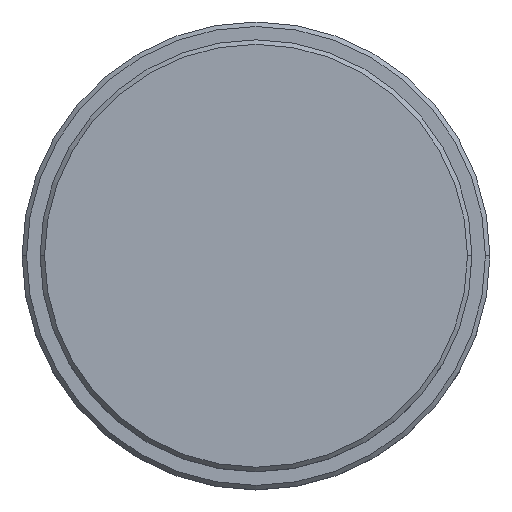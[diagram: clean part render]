
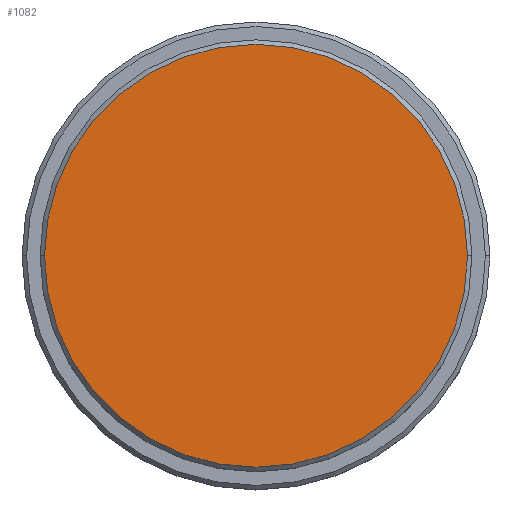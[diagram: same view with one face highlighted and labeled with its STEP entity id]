
A CAD part, top view. The second image highlights one B-rep face of the part: STEP entity #1082.
In plain terms, the highlighted planar face has unit normal (0, 0, 1).
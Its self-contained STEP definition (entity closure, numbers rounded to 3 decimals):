
#97 = CARTESIAN_POINT ( 'NONE',  ( 0., 0., 0. ) ) ;
#102 = DIRECTION ( 'NONE',  ( 0., 0., 1. ) ) ;
#153 = FACE_OUTER_BOUND ( 'NONE', #1391, .T. ) ;
#283 = AXIS2_PLACEMENT_3D ( 'NONE', #97, #519, #959 ) ;
#386 = EDGE_CURVE ( 'NONE', #418, #1377, #505, .T. ) ;
#418 = VERTEX_POINT ( 'NONE', #771 ) ;
#429 = DIRECTION ( 'NONE',  ( 1., 0., 0. ) ) ;
#486 = AXIS2_PLACEMENT_3D ( 'NONE', #1042, #709, #828 ) ;
#505 = CIRCLE ( 'NONE', #664, 23.5 ) ;
#519 = DIRECTION ( 'NONE',  ( 0., 0., 1. ) ) ;
#664 = AXIS2_PLACEMENT_3D ( 'NONE', #754, #102, #429 ) ;
#689 = ORIENTED_EDGE ( 'NONE', *, *, #904, .T. ) ;
#709 = DIRECTION ( 'NONE',  ( 0., 0., 1. ) ) ;
#754 = CARTESIAN_POINT ( 'NONE',  ( 0., 0., 0. ) ) ;
#771 = CARTESIAN_POINT ( 'NONE',  ( -23.5, 0., 0. ) ) ;
#828 = DIRECTION ( 'NONE',  ( 1., 0., 0. ) ) ;
#859 = ORIENTED_EDGE ( 'NONE', *, *, #386, .T. ) ;
#864 = CARTESIAN_POINT ( 'NONE',  ( 23.5, 0., 0. ) ) ;
#904 = EDGE_CURVE ( 'NONE', #1377, #418, #1063, .T. ) ;
#959 = DIRECTION ( 'NONE',  ( 1., 0., 0. ) ) ;
#1042 = CARTESIAN_POINT ( 'NONE',  ( 0., 0., 0. ) ) ;
#1063 = CIRCLE ( 'NONE', #283, 23.5 ) ;
#1082 = ADVANCED_FACE ( 'NONE', ( #153 ), #1123, .T. ) ;
#1123 = PLANE ( 'NONE',  #486 ) ;
#1377 = VERTEX_POINT ( 'NONE', #864 ) ;
#1391 = EDGE_LOOP ( 'NONE', ( #859, #689 ) ) ;
